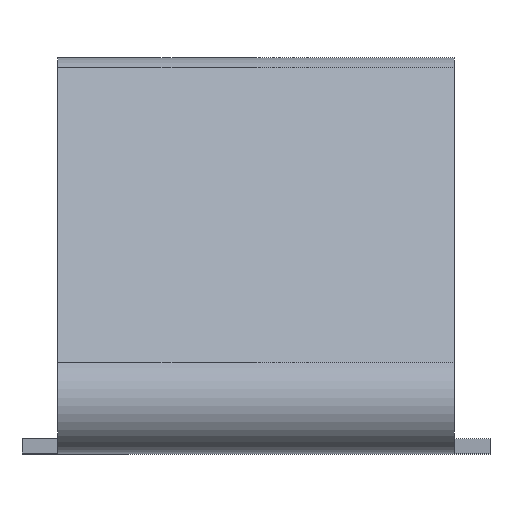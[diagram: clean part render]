
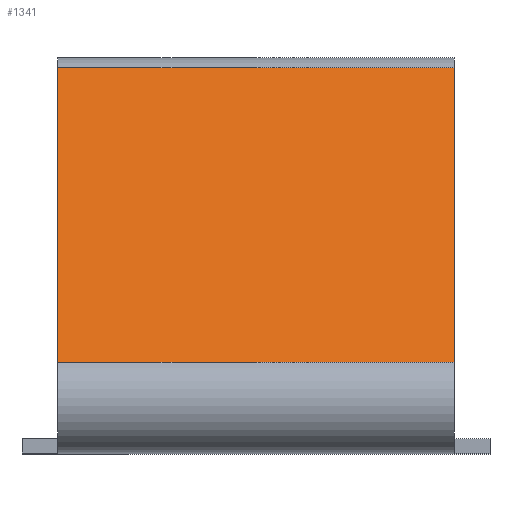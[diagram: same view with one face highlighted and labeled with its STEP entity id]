
A CAD part, top view. The second image highlights one B-rep face of the part: STEP entity #1341.
In plain terms, the highlighted planar face has unit normal (0, 0.803, 0.597).
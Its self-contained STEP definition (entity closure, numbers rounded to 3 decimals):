
#514=DIRECTION('',(1.,0.,0.));
#515=VECTOR('',#514,2.2);
#516=CARTESIAN_POINT('',(-1.1,0.505,-0.113));
#517=LINE('',#516,#515);
#518=DIRECTION('',(0.,0.596,-0.803));
#519=VECTOR('',#518,2.75);
#520=CARTESIAN_POINT('',(-1.1,0.505,-0.113));
#521=LINE('',#520,#519);
#522=DIRECTION('',(0.,0.596,-0.803));
#523=VECTOR('',#522,2.75);
#524=CARTESIAN_POINT('',(1.1,0.505,-0.113));
#525=LINE('',#524,#523);
#526=DIRECTION('',(1.,0.,0.));
#527=VECTOR('',#526,2.2);
#528=CARTESIAN_POINT('',(-1.1,2.145,-2.32));
#529=LINE('',#528,#527);
#616=CARTESIAN_POINT('',(-1.1,0.505,-0.113));
#617=CARTESIAN_POINT('',(1.1,0.505,-0.113));
#618=VERTEX_POINT('',#616);
#619=VERTEX_POINT('',#617);
#620=CARTESIAN_POINT('',(-1.1,2.145,-2.32));
#621=CARTESIAN_POINT('',(1.1,2.145,-2.32));
#622=VERTEX_POINT('',#620);
#623=VERTEX_POINT('',#621);
#1329=CARTESIAN_POINT('',(-1.3,0.505,-0.113));
#1330=DIRECTION('',(0.,0.803,0.596));
#1331=DIRECTION('',(0.,0.596,-0.803));
#1332=AXIS2_PLACEMENT_3D('',#1329,#1330,#1331);
#1333=PLANE('',#1332);
#1334=ORIENTED_EDGE('',*,*,#1323,.F.);
#1335=ORIENTED_EDGE('',*,*,#1042,.T.);
#1337=ORIENTED_EDGE('',*,*,#1336,.T.);
#1338=ORIENTED_EDGE('',*,*,#1284,.F.);
#1339=EDGE_LOOP('',(#1334,#1335,#1337,#1338));
#1340=FACE_OUTER_BOUND('',#1339,.F.);
#1341=ADVANCED_FACE('',(#1340),#1333,.T.);
#1042=EDGE_CURVE('',#618,#622,#521,.T.);
#1284=EDGE_CURVE('',#619,#623,#525,.T.);
#1323=EDGE_CURVE('',#618,#619,#517,.T.);
#1336=EDGE_CURVE('',#622,#623,#529,.T.);
